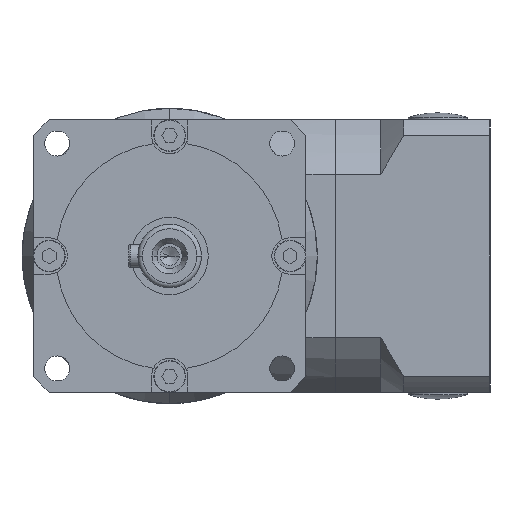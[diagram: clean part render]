
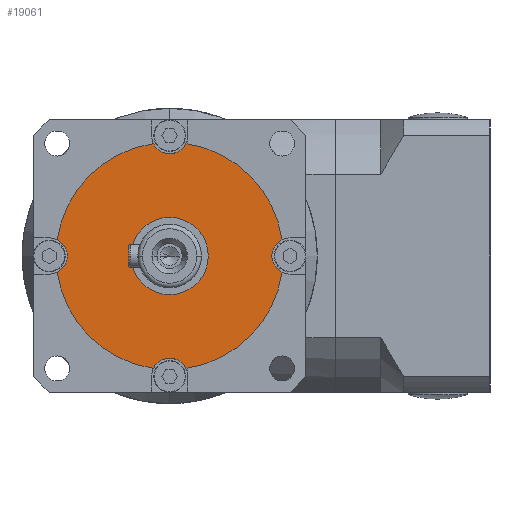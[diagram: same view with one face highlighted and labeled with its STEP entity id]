
A CAD part, left-side view. The second image highlights one B-rep face of the part: STEP entity #19061.
In plain terms, the highlighted planar face has unit normal (-1, 0, 0).
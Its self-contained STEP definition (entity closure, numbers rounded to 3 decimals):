
#72 = VERTEX_POINT ( 'NONE', #15571 ) ;
#340 = VERTEX_POINT ( 'NONE', #21741 ) ;
#704 = DIRECTION ( 'NONE',  ( -1., 0., 0. ) ) ;
#931 = DIRECTION ( 'NONE',  ( 0., -1., 0. ) ) ;
#1219 = EDGE_CURVE ( 'NONE', #16901, #10637, #16971, .T. ) ;
#1255 = AXIS2_PLACEMENT_3D ( 'NONE', #15216, #704, #10171 ) ;
#1967 = CARTESIAN_POINT ( 'NONE',  ( -45., -3.592, 24.741 ) ) ;
#2987 = ORIENTED_EDGE ( 'NONE', *, *, #19403, .T. ) ;
#3759 = CIRCLE ( 'NONE', #9605, 4. ) ;
#4136 = DIRECTION ( 'NONE',  ( 0., -1., 0. ) ) ;
#4373 = CARTESIAN_POINT ( 'NONE',  ( -45., -24.741, -3.592 ) ) ;
#4399 = CARTESIAN_POINT ( 'NONE',  ( -45., 0., 26.5 ) ) ;
#4543 = AXIS2_PLACEMENT_3D ( 'NONE', #21194, #9293, #4136 ) ;
#4837 = CIRCLE ( 'NONE', #19110, 25. ) ;
#5188 = AXIS2_PLACEMENT_3D ( 'NONE', #7226, #6776, #20851 ) ;
#5353 = EDGE_CURVE ( 'NONE', #6446, #15928, #12980, .T. ) ;
#5863 = CARTESIAN_POINT ( 'NONE',  ( -45., 0., 0. ) ) ;
#6342 = DIRECTION ( 'NONE',  ( -1., 0., 0. ) ) ;
#6446 = VERTEX_POINT ( 'NONE', #9165 ) ;
#6776 = DIRECTION ( 'NONE',  ( -1., 0., 0. ) ) ;
#7226 = CARTESIAN_POINT ( 'NONE',  ( -45., 0., 0. ) ) ;
#7276 = CIRCLE ( 'NONE', #20077, 4. ) ;
#7432 = EDGE_CURVE ( 'NONE', #17128, #15928, #21403, .T. ) ;
#8311 = CARTESIAN_POINT ( 'NONE',  ( -45., 24.741, -3.592 ) ) ;
#8715 = ORIENTED_EDGE ( 'NONE', *, *, #19963, .F. ) ;
#9165 = CARTESIAN_POINT ( 'NONE',  ( -45., -24.741, 3.592 ) ) ;
#9203 = CARTESIAN_POINT ( 'NONE',  ( -45., 0., 0. ) ) ;
#9293 = DIRECTION ( 'NONE',  ( -1., 0., 0. ) ) ;
#9320 = DIRECTION ( 'NONE',  ( -1., 0., 0. ) ) ;
#9443 = CARTESIAN_POINT ( 'NONE',  ( -45., -3.592, -24.741 ) ) ;
#9605 = AXIS2_PLACEMENT_3D ( 'NONE', #20348, #16591, #10050 ) ;
#9622 = DIRECTION ( 'NONE',  ( 0., -1., 0. ) ) ;
#9659 = PLANE ( 'NONE',  #11780 ) ;
#10050 = DIRECTION ( 'NONE',  ( 0., -1., 0. ) ) ;
#10171 = DIRECTION ( 'NONE',  ( 0., -1., 0. ) ) ;
#10637 = VERTEX_POINT ( 'NONE', #22629 ) ;
#11228 = EDGE_CURVE ( 'NONE', #72, #12323, #20996, .T. ) ;
#11780 = AXIS2_PLACEMENT_3D ( 'NONE', #9203, #9320, #14804 ) ;
#11883 = DIRECTION ( 'NONE',  ( 0., -1., 0. ) ) ;
#12292 = ORIENTED_EDGE ( 'NONE', *, *, #7432, .T. ) ;
#12323 = VERTEX_POINT ( 'NONE', #13044 ) ;
#12554 = EDGE_CURVE ( 'NONE', #17128, #340, #12672, .T. ) ;
#12672 = CIRCLE ( 'NONE', #21800, 4. ) ;
#12856 = ORIENTED_EDGE ( 'NONE', *, *, #1219, .F. ) ;
#12959 = AXIS2_PLACEMENT_3D ( 'NONE', #15121, #13412, #18666 ) ;
#12980 = CIRCLE ( 'NONE', #1255, 4. ) ;
#13044 = CARTESIAN_POINT ( 'NONE',  ( -45., 24.741, 3.592 ) ) ;
#13412 = DIRECTION ( 'NONE',  ( -1., 0., 0. ) ) ;
#13969 = CIRCLE ( 'NONE', #5188, 25. ) ;
#14333 = ORIENTED_EDGE ( 'NONE', *, *, #11228, .T. ) ;
#14804 = DIRECTION ( 'NONE',  ( 0., 0., 1. ) ) ;
#15121 = CARTESIAN_POINT ( 'NONE',  ( -45., 26.5, 0. ) ) ;
#15198 = AXIS2_PLACEMENT_3D ( 'NONE', #18216, #21874, #9622 ) ;
#15216 = CARTESIAN_POINT ( 'NONE',  ( -45., -26.5, 0. ) ) ;
#15515 = EDGE_CURVE ( 'NONE', #72, #15806, #7276, .T. ) ;
#15571 = CARTESIAN_POINT ( 'NONE',  ( -45., 3.592, 24.741 ) ) ;
#15806 = VERTEX_POINT ( 'NONE', #1967 ) ;
#15854 = ORIENTED_EDGE ( 'NONE', *, *, #15515, .F. ) ;
#15928 = VERTEX_POINT ( 'NONE', #4373 ) ;
#16591 = DIRECTION ( 'NONE',  ( -1., 0., 0. ) ) ;
#16901 = VERTEX_POINT ( 'NONE', #8311 ) ;
#16915 = DIRECTION ( 'NONE',  ( -1., 0., 0. ) ) ;
#16971 = CIRCLE ( 'NONE', #12959, 4. ) ;
#17128 = VERTEX_POINT ( 'NONE', #9443 ) ;
#18216 = CARTESIAN_POINT ( 'NONE',  ( -45., 0., 0. ) ) ;
#18627 = CARTESIAN_POINT ( 'NONE',  ( -45., 0., -26.5 ) ) ;
#18666 = DIRECTION ( 'NONE',  ( 0., -1., 0. ) ) ;
#19061 = ADVANCED_FACE ( 'NONE', ( #19625 ), #9659, .T. ) ;
#19110 = AXIS2_PLACEMENT_3D ( 'NONE', #5863, #21781, #931 ) ;
#19361 = ORIENTED_EDGE ( 'NONE', *, *, #12554, .F. ) ;
#19403 = EDGE_CURVE ( 'NONE', #6446, #15806, #13969, .T. ) ;
#19625 = FACE_OUTER_BOUND ( 'NONE', #21716, .T. ) ;
#19963 = EDGE_CURVE ( 'NONE', #10637, #12323, #3759, .T. ) ;
#19987 = ORIENTED_EDGE ( 'NONE', *, *, #22205, .T. ) ;
#20077 = AXIS2_PLACEMENT_3D ( 'NONE', #4399, #6342, #20516 ) ;
#20348 = CARTESIAN_POINT ( 'NONE',  ( -45., 26.5, 0. ) ) ;
#20516 = DIRECTION ( 'NONE',  ( 0., -1., 0. ) ) ;
#20596 = ORIENTED_EDGE ( 'NONE', *, *, #5353, .F. ) ;
#20851 = DIRECTION ( 'NONE',  ( 0., -1., 0. ) ) ;
#20996 = CIRCLE ( 'NONE', #4543, 25. ) ;
#21194 = CARTESIAN_POINT ( 'NONE',  ( -45., 0., 0. ) ) ;
#21403 = CIRCLE ( 'NONE', #15198, 25. ) ;
#21716 = EDGE_LOOP ( 'NONE', ( #12856, #19987, #19361, #12292, #20596, #2987, #15854, #14333, #8715 ) ) ;
#21741 = CARTESIAN_POINT ( 'NONE',  ( -45., 3.592, -24.741 ) ) ;
#21781 = DIRECTION ( 'NONE',  ( -1., 0., 0. ) ) ;
#21800 = AXIS2_PLACEMENT_3D ( 'NONE', #18627, #16915, #11883 ) ;
#21874 = DIRECTION ( 'NONE',  ( -1., 0., 0. ) ) ;
#22205 = EDGE_CURVE ( 'NONE', #16901, #340, #4837, .T. ) ;
#22629 = CARTESIAN_POINT ( 'NONE',  ( -45., 22.5, 0. ) ) ;
